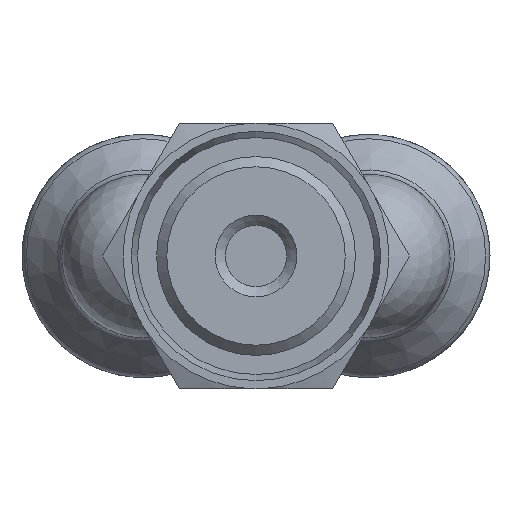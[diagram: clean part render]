
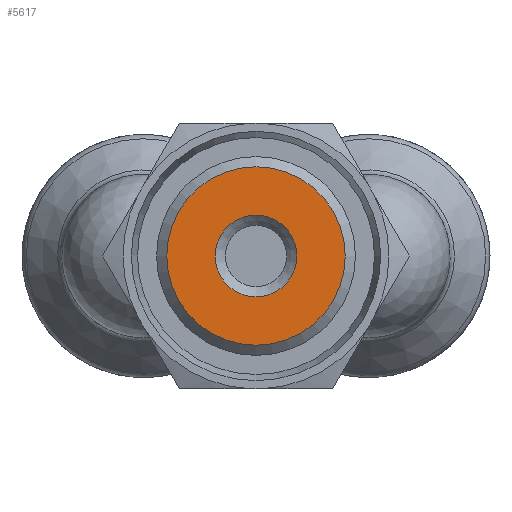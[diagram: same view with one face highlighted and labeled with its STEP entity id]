
A CAD part, front view. The second image highlights one B-rep face of the part: STEP entity #5617.
In plain terms, the highlighted face is planar.
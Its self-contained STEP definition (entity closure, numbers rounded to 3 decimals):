
#5586=CARTESIAN_POINT('',(-24.1,0.,-2.0));
#5587=VERTEX_POINT('',#5586);
#5588=CARTESIAN_POINT('',(-24.1,0.,0.0));
#5589=DIRECTION('',(-1.0,0.0,0.0));
#5590=DIRECTION('',(0.0,0.0,1.0));
#5591=AXIS2_PLACEMENT_3D('',#5588,#5589,#5590);
#5592=CIRCLE('',#5591,2.0);
#5593=EDGE_CURVE('',#5587,#5587,#5592,.T.);
#5598=CARTESIAN_POINT('',(-24.1,2.432,0.0));
#5599=DIRECTION('',(-1.0,0.0,0.0));
#5600=DIRECTION('',(0.0,0.0,1.0));
#5601=AXIS2_PLACEMENT_3D('',#5598,#5599,#5600);
#5602=PLANE('',#5601);
#5603=CARTESIAN_POINT('',(-24.1,4.364,0.));
#5604=VERTEX_POINT('',#5603);
#5605=CARTESIAN_POINT('',(-24.1,0.,0.0));
#5606=DIRECTION('',(1.0,0.0,0.0));
#5607=DIRECTION('',(0.0,-1.0,0.0));
#5608=AXIS2_PLACEMENT_3D('',#5605,#5606,#5607);
#5609=CIRCLE('',#5608,4.364);
#5610=EDGE_CURVE('',#5604,#5604,#5609,.T.);
#5611=ORIENTED_EDGE('',*,*,#5610,.F.);
#5612=EDGE_LOOP('',(#5611));
#5613=FACE_OUTER_BOUND('',#5612,.T.);
#5614=ORIENTED_EDGE('',*,*,#5593,.F.);
#5615=EDGE_LOOP('',(#5614));
#5616=FACE_BOUND('',#5615,.T.);
#5617=ADVANCED_FACE('',(#5613,#5616),#5602,.T.);
